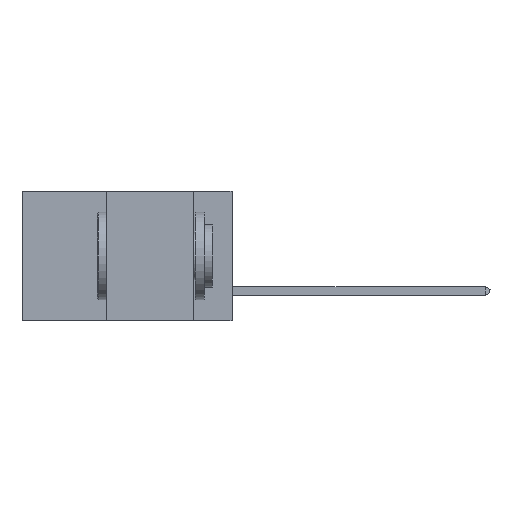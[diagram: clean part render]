
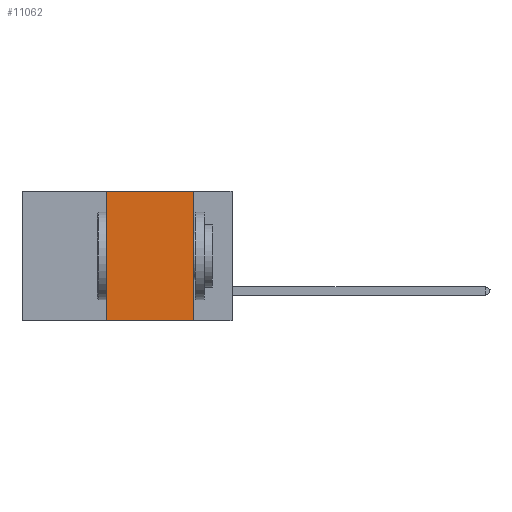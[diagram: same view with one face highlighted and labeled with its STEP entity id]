
A CAD part, left-side view. The second image highlights one B-rep face of the part: STEP entity #11062.
In plain terms, the highlighted planar face has unit normal (-1, 0, 0).
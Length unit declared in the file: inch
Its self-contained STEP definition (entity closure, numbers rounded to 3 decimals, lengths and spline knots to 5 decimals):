
#207 = ORIENTED_EDGE ( 'NONE', *, *, #6378, .F. ) ;
#471 = PLANE ( 'NONE',  #1516 ) ;
#519 = DIRECTION ( 'NONE',  ( 0., -1., 0. ) ) ;
#666 = FACE_OUTER_BOUND ( 'NONE', #3968, .T. ) ;
#834 = ORIENTED_EDGE ( 'NONE', *, *, #6760, .F. ) ;
#1138 = CARTESIAN_POINT ( 'NONE',  ( 0., 0.36, 0. ) ) ;
#1255 = DIRECTION ( 'NONE',  ( 1., 0., 0. ) ) ;
#1312 = DIRECTION ( 'NONE',  ( 0., -1., 0. ) ) ;
#1516 = AXIS2_PLACEMENT_3D ( 'NONE', #3139, #1255, #4133 ) ;
#2607 = VECTOR ( 'NONE', #1312, 39.37008 ) ;
#2913 = EDGE_CURVE ( 'NONE', #10383, #11216, #12087, .T. ) ;
#3119 = LINE ( 'NONE', #11381, #4958 ) ;
#3139 = CARTESIAN_POINT ( 'NONE',  ( 0., 0.6, 0. ) ) ;
#3280 = CARTESIAN_POINT ( 'NONE',  ( 0., 0.11, -0.37 ) ) ;
#3621 = DIRECTION ( 'NONE',  ( 0., 0., -1. ) ) ;
#3721 = EDGE_CURVE ( 'NONE', #10383, #11033, #5334, .T. ) ;
#3968 = EDGE_LOOP ( 'NONE', ( #834, #207, #11963, #12053 ) ) ;
#4133 = DIRECTION ( 'NONE',  ( 0., 0., -1. ) ) ;
#4958 = VECTOR ( 'NONE', #3621, 39.37008 ) ;
#4968 = VECTOR ( 'NONE', #519, 39.37008 ) ;
#5334 = LINE ( 'NONE', #8070, #2607 ) ;
#6378 = EDGE_CURVE ( 'NONE', #11216, #7882, #7812, .T. ) ;
#6760 = EDGE_CURVE ( 'NONE', #7882, #11033, #3119, .T. ) ;
#7812 = LINE ( 'NONE', #12171, #4968 ) ;
#7882 = VERTEX_POINT ( 'NONE', #10480 ) ;
#8036 = DIRECTION ( 'NONE',  ( 0., 0., 1. ) ) ;
#8070 = CARTESIAN_POINT ( 'NONE',  ( 0., 0.6, -0.37 ) ) ;
#9686 = VECTOR ( 'NONE', #8036, 39.37008 ) ;
#10383 = VERTEX_POINT ( 'NONE', #11706 ) ;
#10480 = CARTESIAN_POINT ( 'NONE',  ( 0., 0.11, 0. ) ) ;
#11033 = VERTEX_POINT ( 'NONE', #3280 ) ;
#11062 = ADVANCED_FACE ( 'NONE', ( #666 ), #471, .F. ) ;
#11216 = VERTEX_POINT ( 'NONE', #12208 ) ;
#11381 = CARTESIAN_POINT ( 'NONE',  ( 0., 0.11, 0. ) ) ;
#11706 = CARTESIAN_POINT ( 'NONE',  ( 0., 0.36, -0.37 ) ) ;
#11963 = ORIENTED_EDGE ( 'NONE', *, *, #2913, .F. ) ;
#12053 = ORIENTED_EDGE ( 'NONE', *, *, #3721, .T. ) ;
#12087 = LINE ( 'NONE', #1138, #9686 ) ;
#12171 = CARTESIAN_POINT ( 'NONE',  ( 0., 0.6, 0. ) ) ;
#12208 = CARTESIAN_POINT ( 'NONE',  ( 0., 0.36, 0. ) ) ;
